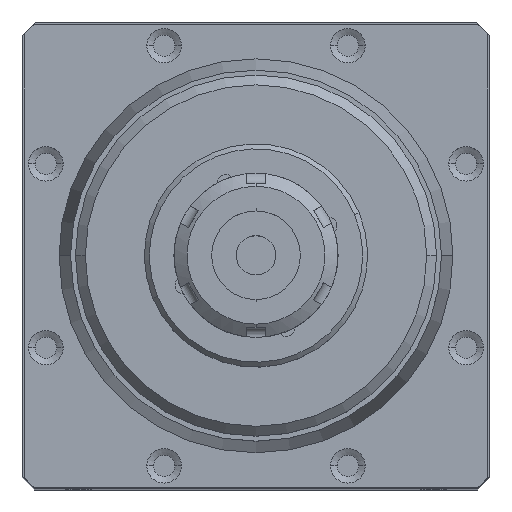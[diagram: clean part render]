
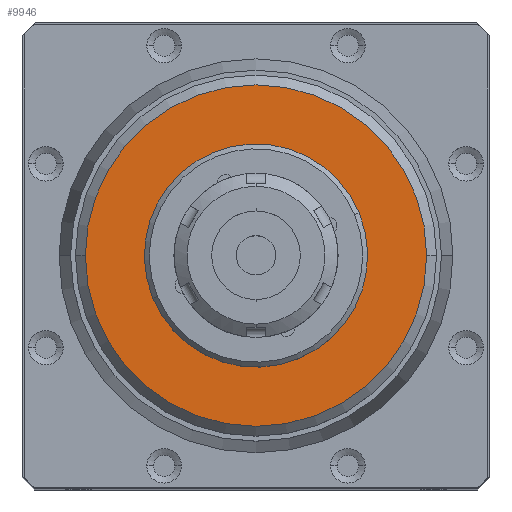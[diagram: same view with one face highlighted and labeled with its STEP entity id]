
A CAD part, top view. The second image highlights one B-rep face of the part: STEP entity #9946.
In plain terms, the highlighted face is planar.
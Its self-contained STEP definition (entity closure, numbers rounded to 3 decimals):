
#199 = FACE_BOUND ( 'NONE', #8612, .T. ) ;
#293 = DIRECTION ( 'NONE',  ( -1., 0., 0. ) ) ;
#767 = AXIS2_PLACEMENT_3D ( 'NONE', #5408, #4248, #8929 ) ;
#1395 = CARTESIAN_POINT ( 'NONE',  ( 54., 0., -31.5 ) ) ;
#1593 = CARTESIAN_POINT ( 'NONE',  ( 54., 0., 31.5 ) ) ;
#1653 = AXIS2_PLACEMENT_3D ( 'NONE', #12258, #7520, #14550 ) ;
#1869 = EDGE_LOOP ( 'NONE', ( #5151, #8825 ) ) ;
#2101 = CIRCLE ( 'NONE', #767, 52. ) ;
#2506 = CIRCLE ( 'NONE', #7686, 52. ) ;
#3723 = FACE_OUTER_BOUND ( 'NONE', #1869, .T. ) ;
#4103 = DIRECTION ( 'NONE',  ( 0., 0., 1. ) ) ;
#4173 = VERTEX_POINT ( 'NONE', #1395 ) ;
#4248 = DIRECTION ( 'NONE',  ( -1., 0., 0. ) ) ;
#5151 = ORIENTED_EDGE ( 'NONE', *, *, #11667, .F. ) ;
#5408 = CARTESIAN_POINT ( 'NONE',  ( 54., 0., 0. ) ) ;
#5866 = CARTESIAN_POINT ( 'NONE',  ( 54., 0., 0. ) ) ;
#7027 = VERTEX_POINT ( 'NONE', #1593 ) ;
#7144 = EDGE_CURVE ( 'NONE', #7027, #4173, #8820, .T. ) ;
#7520 = DIRECTION ( 'NONE',  ( -1., 0., 0. ) ) ;
#7588 = DIRECTION ( 'NONE',  ( -1., 0., 0. ) ) ;
#7686 = AXIS2_PLACEMENT_3D ( 'NONE', #5866, #293, #9333 ) ;
#7915 = ORIENTED_EDGE ( 'NONE', *, *, #7144, .T. ) ;
#7922 = DIRECTION ( 'NONE',  ( -1., 0., 0. ) ) ;
#8062 = CARTESIAN_POINT ( 'NONE',  ( 54., 0., 52. ) ) ;
#8124 = VERTEX_POINT ( 'NONE', #8062 ) ;
#8348 = CARTESIAN_POINT ( 'NONE',  ( 54., 0., -52. ) ) ;
#8571 = CARTESIAN_POINT ( 'NONE',  ( 54., 0., 0. ) ) ;
#8612 = EDGE_LOOP ( 'NONE', ( #7915, #10573 ) ) ;
#8820 = CIRCLE ( 'NONE', #11270, 31.5 ) ;
#8825 = ORIENTED_EDGE ( 'NONE', *, *, #9501, .F. ) ;
#8929 = DIRECTION ( 'NONE',  ( 0., 0., 1. ) ) ;
#8974 = PLANE ( 'NONE',  #11623 ) ;
#9333 = DIRECTION ( 'NONE',  ( 0., 0., 1. ) ) ;
#9501 = EDGE_CURVE ( 'NONE', #13824, #8124, #2506, .T. ) ;
#9946 = ADVANCED_FACE ( 'NONE', ( #3723, #199 ), #8974, .F. ) ;
#10185 = CARTESIAN_POINT ( 'NONE',  ( 54., 52., 0. ) ) ;
#10573 = ORIENTED_EDGE ( 'NONE', *, *, #12295, .T. ) ;
#11270 = AXIS2_PLACEMENT_3D ( 'NONE', #8571, #7588, #4103 ) ;
#11623 = AXIS2_PLACEMENT_3D ( 'NONE', #10185, #7922, #13459 ) ;
#11667 = EDGE_CURVE ( 'NONE', #8124, #13824, #2101, .T. ) ;
#12258 = CARTESIAN_POINT ( 'NONE',  ( 54., 0., 0. ) ) ;
#12295 = EDGE_CURVE ( 'NONE', #4173, #7027, #14372, .T. ) ;
#13459 = DIRECTION ( 'NONE',  ( 0., 0., 1. ) ) ;
#13824 = VERTEX_POINT ( 'NONE', #8348 ) ;
#14372 = CIRCLE ( 'NONE', #1653, 31.5 ) ;
#14550 = DIRECTION ( 'NONE',  ( 0., 0., 1. ) ) ;
